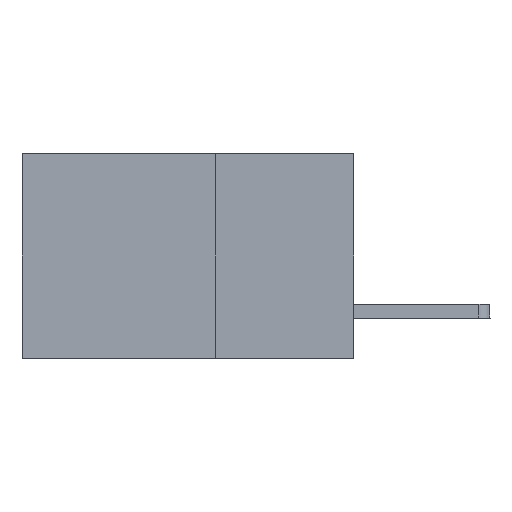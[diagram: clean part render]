
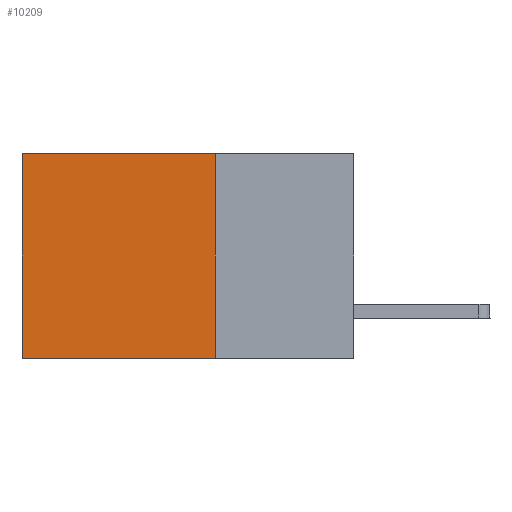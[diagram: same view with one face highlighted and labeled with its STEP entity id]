
A CAD part, left-side view. The second image highlights one B-rep face of the part: STEP entity #10209.
In plain terms, the highlighted planar face has unit normal (-1, 0, 0).
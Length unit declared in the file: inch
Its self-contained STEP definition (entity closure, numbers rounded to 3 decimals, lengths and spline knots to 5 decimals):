
#193 = VECTOR ( 'NONE', #13410, 39.37008 ) ;
#356 = DIRECTION ( 'NONE',  ( 1., 0., 0. ) ) ;
#809 = LINE ( 'NONE', #3358, #3406 ) ;
#944 = ORIENTED_EDGE ( 'NONE', *, *, #3362, .T. ) ;
#1182 = CARTESIAN_POINT ( 'NONE',  ( 0.2875, 0.25, -0.37 ) ) ;
#1194 = ORIENTED_EDGE ( 'NONE', *, *, #14252, .F. ) ;
#1501 = ORIENTED_EDGE ( 'NONE', *, *, #6965, .F. ) ;
#2129 = VERTEX_POINT ( 'NONE', #1182 ) ;
#2550 = PLANE ( 'NONE',  #10947 ) ;
#2839 = EDGE_CURVE ( 'NONE', #13723, #4842, #4187, .T. ) ;
#2921 = EDGE_LOOP ( 'NONE', ( #9549, #1501, #1194, #944 ) ) ;
#3161 = LINE ( 'NONE', #11303, #193 ) ;
#3183 = CARTESIAN_POINT ( 'NONE',  ( 0.2875, 0.6, -0.37 ) ) ;
#3226 = DIRECTION ( 'NONE',  ( 0., 1., 0. ) ) ;
#3277 = DIRECTION ( 'NONE',  ( 0., 0., -1. ) ) ;
#3358 = CARTESIAN_POINT ( 'NONE',  ( 0.2875, 0.25, -0.37 ) ) ;
#3362 = EDGE_CURVE ( 'NONE', #5835, #13723, #3161, .T. ) ;
#3406 = VECTOR ( 'NONE', #3226, 39.37008 ) ;
#3523 = CARTESIAN_POINT ( 'NONE',  ( 0.2875, 0.6, 0. ) ) ;
#3701 = CARTESIAN_POINT ( 'NONE',  ( 0.2875, 0.25, 0. ) ) ;
#3998 = CARTESIAN_POINT ( 'NONE',  ( 0.2875, 0.25, 0. ) ) ;
#4187 = LINE ( 'NONE', #9067, #8485 ) ;
#4612 = LINE ( 'NONE', #3998, #11678 ) ;
#4842 = VERTEX_POINT ( 'NONE', #3183 ) ;
#5835 = VERTEX_POINT ( 'NONE', #6561 ) ;
#5935 = FACE_OUTER_BOUND ( 'NONE', #2921, .T. ) ;
#6561 = CARTESIAN_POINT ( 'NONE',  ( 0.2875, 0.25, 0. ) ) ;
#6807 = DIRECTION ( 'NONE',  ( 0., 0., -1. ) ) ;
#6965 = EDGE_CURVE ( 'NONE', #2129, #4842, #809, .T. ) ;
#7187 = DIRECTION ( 'NONE',  ( 0., 0., -1. ) ) ;
#8485 = VECTOR ( 'NONE', #3277, 39.37008 ) ;
#9067 = CARTESIAN_POINT ( 'NONE',  ( 0.2875, 0.6, 0. ) ) ;
#9549 = ORIENTED_EDGE ( 'NONE', *, *, #2839, .T. ) ;
#10209 = ADVANCED_FACE ( 'NONE', ( #5935 ), #2550, .F. ) ;
#10947 = AXIS2_PLACEMENT_3D ( 'NONE', #3701, #356, #6807 ) ;
#11303 = CARTESIAN_POINT ( 'NONE',  ( 0.2875, 0.25, 0. ) ) ;
#11678 = VECTOR ( 'NONE', #7187, 39.37008 ) ;
#13410 = DIRECTION ( 'NONE',  ( 0., 1., 0. ) ) ;
#13723 = VERTEX_POINT ( 'NONE', #3523 ) ;
#14252 = EDGE_CURVE ( 'NONE', #5835, #2129, #4612, .T. ) ;
